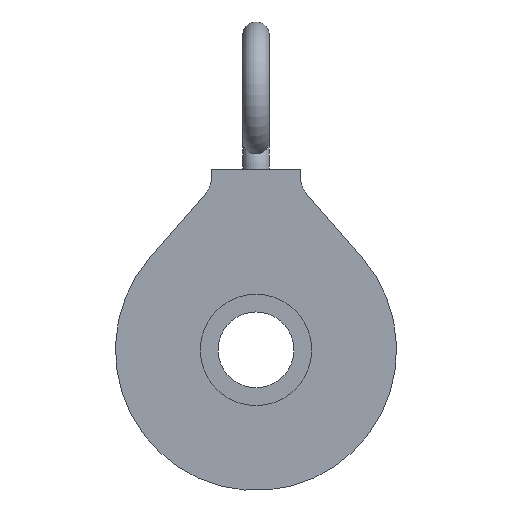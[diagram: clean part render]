
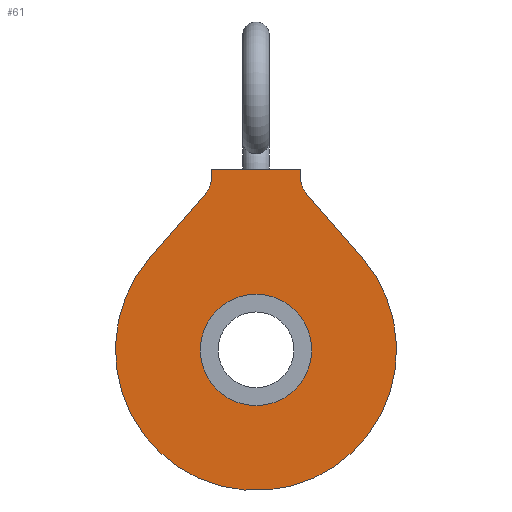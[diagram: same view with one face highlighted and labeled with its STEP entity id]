
A CAD part, left-side view. The second image highlights one B-rep face of the part: STEP entity #61.
In plain terms, the highlighted planar face has unit normal (-1, 0, 0).
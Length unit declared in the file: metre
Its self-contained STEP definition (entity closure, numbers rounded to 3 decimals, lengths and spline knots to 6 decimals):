
#61 = ADVANCED_FACE( '', ( #139, #140 ), #141, .T. );
#139 = FACE_OUTER_BOUND( '', #240, .T. );
#140 = FACE_BOUND( '', #241, .T. );
#141 = PLANE( '', #242 );
#240 = EDGE_LOOP( '', ( #351, #352, #353, #354, #355, #356, #357, #358 ) );
#241 = EDGE_LOOP( '', ( #359 ) );
#242 = AXIS2_PLACEMENT_3D( '', #360, #361, #362 );
#351 = ORIENTED_EDGE( '', *, *, #554, .F. );
#352 = ORIENTED_EDGE( '', *, *, #541, .T. );
#353 = ORIENTED_EDGE( '', *, *, #555, .T. );
#354 = ORIENTED_EDGE( '', *, *, #556, .F. );
#355 = ORIENTED_EDGE( '', *, *, #557, .F. );
#356 = ORIENTED_EDGE( '', *, *, #558, .T. );
#357 = ORIENTED_EDGE( '', *, *, #559, .T. );
#358 = ORIENTED_EDGE( '', *, *, #560, .T. );
#359 = ORIENTED_EDGE( '', *, *, #561, .F. );
#360 = CARTESIAN_POINT( '', ( -0.002223, 0., -0.811848 ) );
#361 = DIRECTION( '', ( -1., 0., 0. ) );
#362 = DIRECTION( '', ( 0., 1., 0. ) );
#541 = EDGE_CURVE( '', #628, #626, #629, .T. );
#554 = EDGE_CURVE( '', #628, #649, #650, .T. );
#555 = EDGE_CURVE( '', #626, #651, #652, .T. );
#556 = EDGE_CURVE( '', #653, #651, #654, .T. );
#557 = EDGE_CURVE( '', #655, #653, #656, .T. );
#558 = EDGE_CURVE( '', #655, #657, #658, .T. );
#559 = EDGE_CURVE( '', #657, #659, #660, .T. );
#560 = EDGE_CURVE( '', #659, #649, #661, .T. );
#561 = EDGE_CURVE( '', #662, #662, #663, .T. );
#626 = VERTEX_POINT( '', #747 );
#628 = VERTEX_POINT( '', #750 );
#629 = CIRCLE( '', #751, 0.00635 );
#649 = VERTEX_POINT( '', #774 );
#650 = LINE( '', #775, #776 );
#651 = VERTEX_POINT( '', #777 );
#652 = LINE( '', #778, #779 );
#653 = VERTEX_POINT( '', #780 );
#654 = CIRCLE( '', #781, 0.04004 );
#655 = VERTEX_POINT( '', #782 );
#656 = LINE( '', #783, #784 );
#657 = VERTEX_POINT( '', #785 );
#658 = CIRCLE( '', #786, 0.00635 );
#659 = VERTEX_POINT( '', #787 );
#660 = LINE( '', #788, #789 );
#661 = LINE( '', #790, #791 );
#662 = VERTEX_POINT( '', #792 );
#663 = CIRCLE( '', #793, 0.015875 );
#747 = CARTESIAN_POINT( '', ( -0.002223, 0.014261, -0.772965 ) );
#750 = CARTESIAN_POINT( '', ( -0.002223, 0.0127, -0.768796 ) );
#751 = AXIS2_PLACEMENT_3D( '', #901, #902, #903 );
#774 = CARTESIAN_POINT( '', ( -0.002223, 0.0127, -0.766093 ) );
#775 = CARTESIAN_POINT( '', ( -0.002223, 0.0127, -0.767444 ) );
#776 = VECTOR( '', #922, 1. );
#777 = CARTESIAN_POINT( '', ( -0.002223, 0.030198, -0.791271 ) );
#778 = CARTESIAN_POINT( '', ( -0.002223, 0.02223, -0.782118 ) );
#779 = VECTOR( '', #923, 1. );
#780 = CARTESIAN_POINT( '', ( -0.002223, -0.030198, -0.791271 ) );
#781 = AXIS2_PLACEMENT_3D( '', #924, #925, #926 );
#782 = CARTESIAN_POINT( '', ( -0.002223, -0.014261, -0.772965 ) );
#783 = CARTESIAN_POINT( '', ( -0.002223, -0.02223, -0.782118 ) );
#784 = VECTOR( '', #927, 1. );
#785 = CARTESIAN_POINT( '', ( -0.002223, -0.0127, -0.768796 ) );
#786 = AXIS2_PLACEMENT_3D( '', #928, #929, #930 );
#787 = CARTESIAN_POINT( '', ( -0.002223, -0.0127, -0.766093 ) );
#788 = CARTESIAN_POINT( '', ( -0.002223, -0.0127, -0.767444 ) );
#789 = VECTOR( '', #931, 1. );
#790 = CARTESIAN_POINT( '', ( -0.002223, 0., -0.766093 ) );
#791 = VECTOR( '', #932, 1. );
#792 = CARTESIAN_POINT( '', ( -0.002223, 0., -0.801688 ) );
#793 = AXIS2_PLACEMENT_3D( '', #933, #934, #935 );
#901 = CARTESIAN_POINT( '', ( -0.002223, 0.01905, -0.768796 ) );
#902 = DIRECTION( '', ( 1., 0., 0. ) );
#903 = DIRECTION( '', ( 0., 0., -1. ) );
#922 = DIRECTION( '', ( 0., 0., 1. ) );
#923 = DIRECTION( '', ( 0., 0.657, -0.754 ) );
#924 = CARTESIAN_POINT( '', ( -0.002223, 0., -0.817563 ) );
#925 = DIRECTION( '', ( 1., 0., 0. ) );
#926 = DIRECTION( '', ( 0., 0., -1. ) );
#927 = DIRECTION( '', ( 0., -0.657, -0.754 ) );
#928 = CARTESIAN_POINT( '', ( -0.002223, -0.01905, -0.768796 ) );
#929 = DIRECTION( '', ( 1., 0., 0. ) );
#930 = DIRECTION( '', ( 0., 0., -1. ) );
#931 = DIRECTION( '', ( 0., 0., 1. ) );
#932 = DIRECTION( '', ( 0., 1., 0. ) );
#933 = CARTESIAN_POINT( '', ( -0.002223, 0., -0.817563 ) );
#934 = DIRECTION( '', ( -1., 0., 0. ) );
#935 = DIRECTION( '', ( 0., 0., 1. ) );
